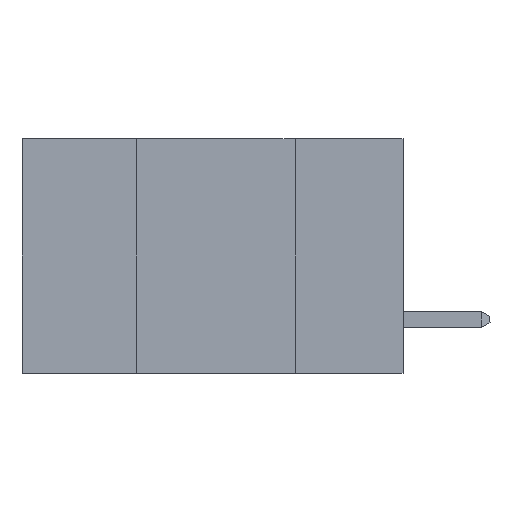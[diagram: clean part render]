
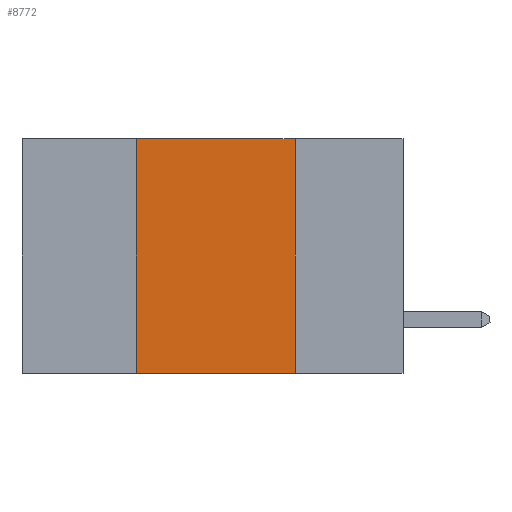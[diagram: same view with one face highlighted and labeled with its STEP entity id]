
A CAD part, left-side view. The second image highlights one B-rep face of the part: STEP entity #8772.
In plain terms, the highlighted planar face has unit normal (-1, 0, 0).
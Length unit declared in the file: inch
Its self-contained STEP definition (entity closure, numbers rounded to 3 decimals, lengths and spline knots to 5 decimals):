
#2 = DIRECTION ( 'NONE',  ( 1., 0., 0. ) ) ;
#619 = VERTEX_POINT ( 'NONE', #12363 ) ;
#1093 = DIRECTION ( 'NONE',  ( 0., 0., 1. ) ) ;
#1575 = LINE ( 'NONE', #21896, #19632 ) ;
#1580 = CARTESIAN_POINT ( 'NONE',  ( 0., 0.17, 0. ) ) ;
#2440 = EDGE_CURVE ( 'NONE', #16268, #619, #13140, .T. ) ;
#2478 = EDGE_CURVE ( 'NONE', #17853, #7328, #17699, .T. ) ;
#2910 = VECTOR ( 'NONE', #12389, 39.37008 ) ;
#3158 = VECTOR ( 'NONE', #19523, 39.37008 ) ;
#4055 = LINE ( 'NONE', #10634, #2910 ) ;
#5548 = CARTESIAN_POINT ( 'NONE',  ( 0., 0.6, 0. ) ) ;
#5931 = ORIENTED_EDGE ( 'NONE', *, *, #15463, .F. ) ;
#6020 = EDGE_LOOP ( 'NONE', ( #5931, #10642, #6502, #11215 ) ) ;
#6502 = ORIENTED_EDGE ( 'NONE', *, *, #8507, .F. ) ;
#7328 = VERTEX_POINT ( 'NONE', #1580 ) ;
#8507 = EDGE_CURVE ( 'NONE', #16268, #17853, #1575, .T. ) ;
#8521 = VECTOR ( 'NONE', #18206, 39.37008 ) ;
#8673 = AXIS2_PLACEMENT_3D ( 'NONE', #15876, #2, #12505 ) ;
#8772 = ADVANCED_FACE ( 'NONE', ( #22200 ), #9001, .F. ) ;
#9001 = PLANE ( 'NONE',  #8673 ) ;
#10634 = CARTESIAN_POINT ( 'NONE',  ( 0., 0.17, 0. ) ) ;
#10642 = ORIENTED_EDGE ( 'NONE', *, *, #2478, .F. ) ;
#10846 = CARTESIAN_POINT ( 'NONE',  ( 0., 0.6, -0.37 ) ) ;
#11215 = ORIENTED_EDGE ( 'NONE', *, *, #2440, .T. ) ;
#12363 = CARTESIAN_POINT ( 'NONE',  ( 0., 0.17, -0.37 ) ) ;
#12389 = DIRECTION ( 'NONE',  ( 0., 0., -1. ) ) ;
#12505 = DIRECTION ( 'NONE',  ( 0., 0., -1. ) ) ;
#13140 = LINE ( 'NONE', #10846, #8521 ) ;
#14103 = CARTESIAN_POINT ( 'NONE',  ( 0., 0.42, 0. ) ) ;
#15463 = EDGE_CURVE ( 'NONE', #7328, #619, #4055, .T. ) ;
#15876 = CARTESIAN_POINT ( 'NONE',  ( 0., 0.6, 0. ) ) ;
#16268 = VERTEX_POINT ( 'NONE', #21093 ) ;
#17699 = LINE ( 'NONE', #5548, #3158 ) ;
#17853 = VERTEX_POINT ( 'NONE', #14103 ) ;
#18206 = DIRECTION ( 'NONE',  ( 0., -1., 0. ) ) ;
#19523 = DIRECTION ( 'NONE',  ( 0., -1., 0. ) ) ;
#19632 = VECTOR ( 'NONE', #1093, 39.37008 ) ;
#21093 = CARTESIAN_POINT ( 'NONE',  ( 0., 0.42, -0.37 ) ) ;
#21896 = CARTESIAN_POINT ( 'NONE',  ( 0., 0.42, 0. ) ) ;
#22200 = FACE_OUTER_BOUND ( 'NONE', #6020, .T. ) ;
